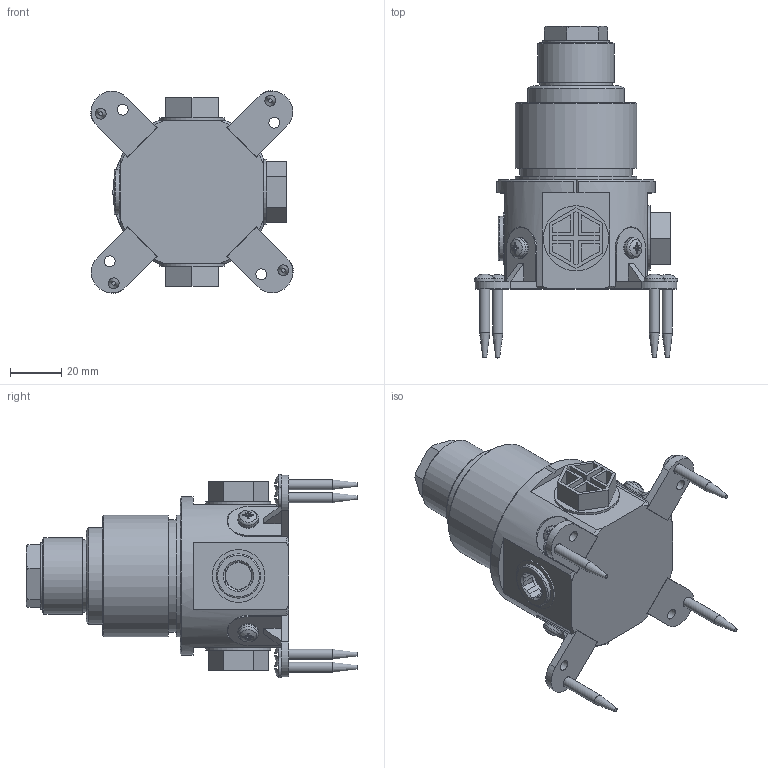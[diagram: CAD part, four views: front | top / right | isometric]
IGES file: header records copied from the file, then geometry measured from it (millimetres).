
Global section: file name: No Iges File Name specified; native system: Autodesk Inventor 2012; preprocessor: AutoDesk Inventor Iges Exporter R2012; author: mblakey; date: 20120928.084759; units: millimetre
Bounding box: 79.56 x 130 x 79.56 mm (x, y, z)
Volume: 183183 mm3; surface area: 73010.7 mm2
Topology: 23 solids, 23 shells, 1051 faces, 2539 edges, 1633 vertices
Faces by surface type: plane 522, revolution 226, cylinder 115, torus 75, cone 73, bspline 32, sphere 8
Full cylindrical faces by diameter (mm): 3.621 x4, 4 x9, 8 x8, 16.8 x1, 17.4 x1, 18.4 x3, 20.7 x3, 24.8 x1, 25.5 x3, 25.8 x1, 26 x1, 28.5 x1, 30 x1, 35.8 x1, 38 x1, 39 x1, 40 x2, 42 x1, 43.9 x1, 47.8 x2
